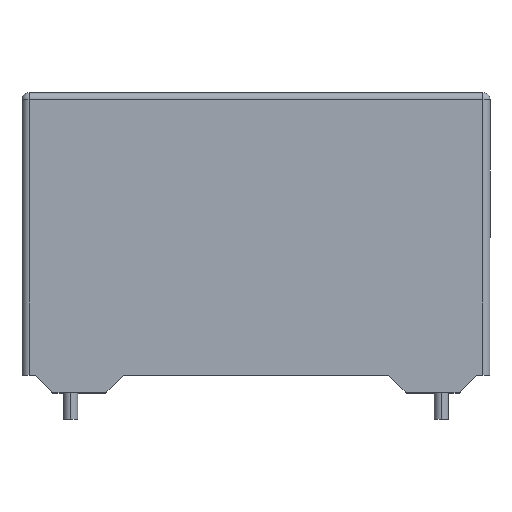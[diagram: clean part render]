
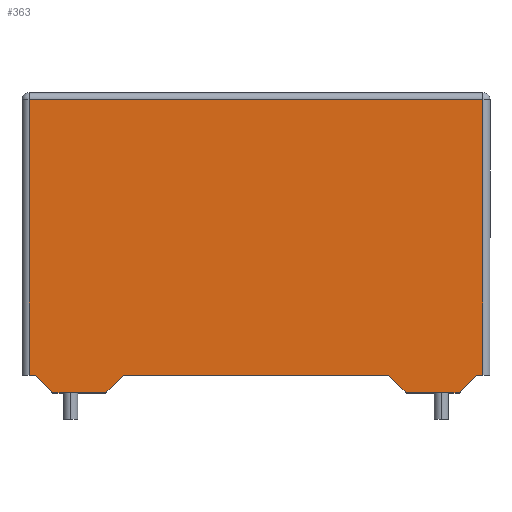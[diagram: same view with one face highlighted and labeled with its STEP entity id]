
A CAD part, top view. The second image highlights one B-rep face of the part: STEP entity #363.
In plain terms, the highlighted planar face has unit normal (0, 0, 1).
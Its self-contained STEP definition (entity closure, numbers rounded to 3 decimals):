
#11 = DIRECTION ( 'NONE',  ( 0., 0., -1. ) ) ;
#16 = EDGE_CURVE ( 'NONE', #94, #1316, #572, .T. ) ;
#23 = VERTEX_POINT ( 'NONE', #620 ) ;
#54 = LINE ( 'NONE', #1326, #1236 ) ;
#79 = VERTEX_POINT ( 'NONE', #205 ) ;
#87 = AXIS2_PLACEMENT_3D ( 'NONE', #283, #11, #1079 ) ;
#91 = LINE ( 'NONE', #641, #182 ) ;
#94 = VERTEX_POINT ( 'NONE', #191 ) ;
#107 = ORIENTED_EDGE ( 'NONE', *, *, #1062, .F. ) ;
#108 = CARTESIAN_POINT ( 'NONE',  ( 25.75, 1., 0. ) ) ;
#110 = VECTOR ( 'NONE', #1072, 1000. ) ;
#136 = ORIENTED_EDGE ( 'NONE', *, *, #1334, .T. ) ;
#162 = CARTESIAN_POINT ( 'NONE',  ( 0., 16.6, 0. ) ) ;
#182 = VECTOR ( 'NONE', #1183, 1000. ) ;
#184 = DIRECTION ( 'NONE',  ( -1., 0., 0. ) ) ;
#186 = EDGE_CURVE ( 'NONE', #1736, #1414, #91, .T. ) ;
#191 = CARTESIAN_POINT ( 'NONE',  ( 21.75, 0., 0. ) ) ;
#205 = CARTESIAN_POINT ( 'NONE',  ( 0.4, 1., 0. ) ) ;
#238 = LINE ( 'NONE', #1055, #868 ) ;
#283 = CARTESIAN_POINT ( 'NONE',  ( 0., 17., 0. ) ) ;
#290 = EDGE_CURVE ( 'NONE', #808, #79, #728, .T. ) ;
#292 = FACE_OUTER_BOUND ( 'NONE', #518, .T. ) ;
#363 = ADVANCED_FACE ( 'NONE', ( #292 ), #1601, .F. ) ;
#378 = LINE ( 'NONE', #941, #1160 ) ;
#412 = VERTEX_POINT ( 'NONE', #1776 ) ;
#436 = VECTOR ( 'NONE', #1611, 1000. ) ;
#447 = CARTESIAN_POINT ( 'NONE',  ( 0., 1., 0. ) ) ;
#452 = EDGE_CURVE ( 'NONE', #512, #1179, #522, .T. ) ;
#465 = DIRECTION ( 'NONE',  ( -1., 0., 0. ) ) ;
#466 = ORIENTED_EDGE ( 'NONE', *, *, #685, .T. ) ;
#475 = ORIENTED_EDGE ( 'NONE', *, *, #290, .F. ) ;
#507 = LINE ( 'NONE', #108, #436 ) ;
#512 = VERTEX_POINT ( 'NONE', #1537 ) ;
#518 = EDGE_LOOP ( 'NONE', ( #466, #475, #647, #1060, #1147, #1294, #1587, #1569, #107, #613, #1791, #136 ) ) ;
#522 = LINE ( 'NONE', #1635, #110 ) ;
#539 = DIRECTION ( 'NONE',  ( -0.707, 0.707, 0. ) ) ;
#572 = LINE ( 'NONE', #1114, #766 ) ;
#582 = VECTOR ( 'NONE', #627, 1000. ) ;
#611 = DIRECTION ( 'NONE',  ( 1., 0., 0. ) ) ;
#613 = ORIENTED_EDGE ( 'NONE', *, *, #452, .F. ) ;
#620 = CARTESIAN_POINT ( 'NONE',  ( 1.75, 0., 0. ) ) ;
#627 = DIRECTION ( 'NONE',  ( 1., 0., 0. ) ) ;
#641 = CARTESIAN_POINT ( 'NONE',  ( 4.75, 0., 0. ) ) ;
#647 = ORIENTED_EDGE ( 'NONE', *, *, #1052, .F. ) ;
#648 = DIRECTION ( 'NONE',  ( -1., 0., 0. ) ) ;
#654 = EDGE_CURVE ( 'NONE', #94, #1198, #378, .T. ) ;
#685 = EDGE_CURVE ( 'NONE', #949, #79, #1595, .T. ) ;
#699 = CARTESIAN_POINT ( 'NONE',  ( 25.75, 1., 0. ) ) ;
#728 = LINE ( 'NONE', #447, #1610 ) ;
#749 = VECTOR ( 'NONE', #648, 1000. ) ;
#763 = LINE ( 'NONE', #1300, #582 ) ;
#766 = VECTOR ( 'NONE', #611, 1000. ) ;
#775 = VECTOR ( 'NONE', #184, 1000. ) ;
#808 = VERTEX_POINT ( 'NONE', #1477 ) ;
#868 = VECTOR ( 'NONE', #1598, 1000. ) ;
#898 = CARTESIAN_POINT ( 'NONE',  ( 5.75, 1., 0. ) ) ;
#941 = CARTESIAN_POINT ( 'NONE',  ( 21.75, 0., 0. ) ) ;
#949 = VERTEX_POINT ( 'NONE', #1440 ) ;
#992 = CARTESIAN_POINT ( 'NONE',  ( 4.75, 0., 0. ) ) ;
#1015 = CARTESIAN_POINT ( 'NONE',  ( 24.75, 0., 0. ) ) ;
#1028 = VECTOR ( 'NONE', #1460, 1000. ) ;
#1043 = EDGE_CURVE ( 'NONE', #23, #1414, #763, .T. ) ;
#1052 = EDGE_CURVE ( 'NONE', #23, #808, #54, .T. ) ;
#1055 = CARTESIAN_POINT ( 'NONE',  ( 26.1, 17., 0. ) ) ;
#1059 = EDGE_CURVE ( 'NONE', #512, #412, #238, .T. ) ;
#1060 = ORIENTED_EDGE ( 'NONE', *, *, #1043, .T. ) ;
#1062 = EDGE_CURVE ( 'NONE', #1179, #1316, #507, .T. ) ;
#1072 = DIRECTION ( 'NONE',  ( -1., 0., 0. ) ) ;
#1079 = DIRECTION ( 'NONE',  ( -1., 0., 0. ) ) ;
#1114 = CARTESIAN_POINT ( 'NONE',  ( 0., 0., 0. ) ) ;
#1137 = EDGE_CURVE ( 'NONE', #1198, #1736, #1180, .T. ) ;
#1147 = ORIENTED_EDGE ( 'NONE', *, *, #186, .F. ) ;
#1160 = VECTOR ( 'NONE', #539, 1000. ) ;
#1179 = VERTEX_POINT ( 'NONE', #699 ) ;
#1180 = LINE ( 'NONE', #1745, #749 ) ;
#1183 = DIRECTION ( 'NONE',  ( -0.707, -0.707, 0. ) ) ;
#1198 = VERTEX_POINT ( 'NONE', #1632 ) ;
#1199 = DIRECTION ( 'NONE',  ( -0.707, 0.707, 0. ) ) ;
#1236 = VECTOR ( 'NONE', #1199, 1000. ) ;
#1294 = ORIENTED_EDGE ( 'NONE', *, *, #1137, .F. ) ;
#1300 = CARTESIAN_POINT ( 'NONE',  ( 0., 0., 0. ) ) ;
#1316 = VERTEX_POINT ( 'NONE', #1015 ) ;
#1326 = CARTESIAN_POINT ( 'NONE',  ( 0.75, 1., 0. ) ) ;
#1334 = EDGE_CURVE ( 'NONE', #412, #949, #1411, .T. ) ;
#1411 = LINE ( 'NONE', #162, #775 ) ;
#1414 = VERTEX_POINT ( 'NONE', #992 ) ;
#1440 = CARTESIAN_POINT ( 'NONE',  ( 0.4, 16.6, 0. ) ) ;
#1460 = DIRECTION ( 'NONE',  ( 0., -1., 0. ) ) ;
#1477 = CARTESIAN_POINT ( 'NONE',  ( 0.75, 1., 0. ) ) ;
#1537 = CARTESIAN_POINT ( 'NONE',  ( 26.1, 1., 0. ) ) ;
#1569 = ORIENTED_EDGE ( 'NONE', *, *, #16, .T. ) ;
#1587 = ORIENTED_EDGE ( 'NONE', *, *, #654, .F. ) ;
#1588 = CARTESIAN_POINT ( 'NONE',  ( 0.4, 17., 0. ) ) ;
#1595 = LINE ( 'NONE', #1588, #1028 ) ;
#1598 = DIRECTION ( 'NONE',  ( 0., 1., 0. ) ) ;
#1601 = PLANE ( 'NONE',  #87 ) ;
#1610 = VECTOR ( 'NONE', #465, 1000. ) ;
#1611 = DIRECTION ( 'NONE',  ( -0.707, -0.707, 0. ) ) ;
#1632 = CARTESIAN_POINT ( 'NONE',  ( 20.75, 1., 0. ) ) ;
#1635 = CARTESIAN_POINT ( 'NONE',  ( 26.5, 1., 0. ) ) ;
#1736 = VERTEX_POINT ( 'NONE', #898 ) ;
#1745 = CARTESIAN_POINT ( 'NONE',  ( 5.75, 1., 0. ) ) ;
#1776 = CARTESIAN_POINT ( 'NONE',  ( 26.1, 16.6, 0. ) ) ;
#1791 = ORIENTED_EDGE ( 'NONE', *, *, #1059, .T. ) ;
